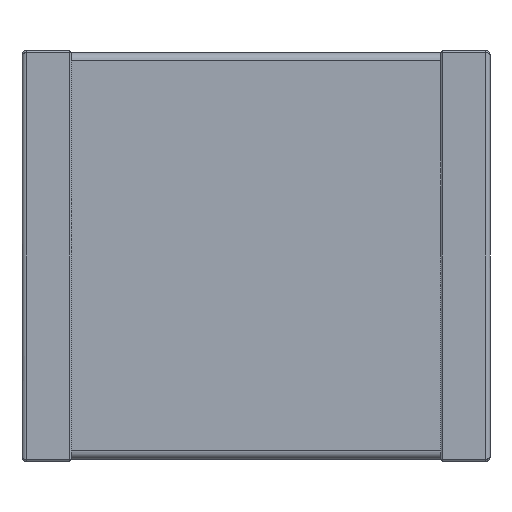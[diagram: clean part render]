
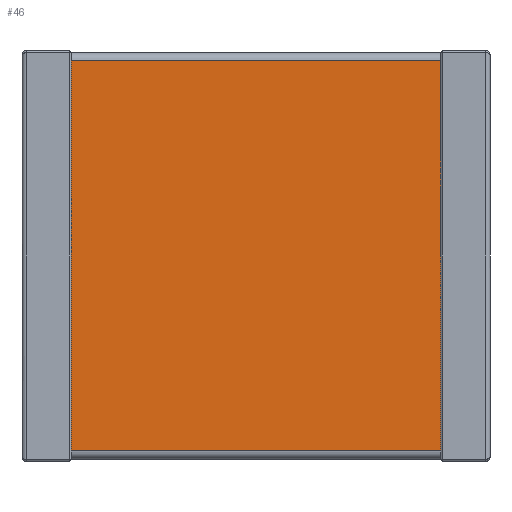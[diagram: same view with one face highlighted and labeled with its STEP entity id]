
A CAD part, front view. The second image highlights one B-rep face of the part: STEP entity #46.
In plain terms, the highlighted planar face has unit normal (0, -1, 0).
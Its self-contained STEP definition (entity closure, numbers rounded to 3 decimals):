
#46 = ADVANCED_FACE ( 'NONE', ( #1456 ), #1411, .F. ) ;
#82 = VECTOR ( 'NONE', #461, 1000. ) ;
#307 = DIRECTION ( 'NONE',  ( 0., 0., -1. ) ) ;
#413 = DIRECTION ( 'NONE',  ( 0., 1., 0. ) ) ;
#422 = CARTESIAN_POINT ( 'NONE',  ( -2.25, 0.025, -2.375 ) ) ;
#461 = DIRECTION ( 'NONE',  ( 0., 0., -1. ) ) ;
#519 = VECTOR ( 'NONE', #2592, 1000. ) ;
#532 = ORIENTED_EDGE ( 'NONE', *, *, #884, .T. ) ;
#675 = VECTOR ( 'NONE', #2444, 1000. ) ;
#819 = CARTESIAN_POINT ( 'NONE',  ( 2.25, 0.025, -2.475 ) ) ;
#829 = EDGE_LOOP ( 'NONE', ( #1955, #532, #2202, #2265 ) ) ;
#884 = EDGE_CURVE ( 'NONE', #1711, #1952, #1591, .T. ) ;
#887 = CARTESIAN_POINT ( 'NONE',  ( 2.25, 0.025, -2.475 ) ) ;
#954 = CARTESIAN_POINT ( 'NONE',  ( -2.25, 0.025, -2.475 ) ) ;
#1014 = DIRECTION ( 'NONE',  ( 0., 0., 1. ) ) ;
#1092 = CARTESIAN_POINT ( 'NONE',  ( 2.25, 0.025, -2.375 ) ) ;
#1175 = CARTESIAN_POINT ( 'NONE',  ( 2.25, 0.025, -2.375 ) ) ;
#1201 = AXIS2_PLACEMENT_3D ( 'NONE', #819, #413, #1014 ) ;
#1285 = LINE ( 'NONE', #954, #1552 ) ;
#1301 = VERTEX_POINT ( 'NONE', #1953 ) ;
#1310 = LINE ( 'NONE', #1669, #675 ) ;
#1411 = PLANE ( 'NONE',  #1201 ) ;
#1426 = VERTEX_POINT ( 'NONE', #2350 ) ;
#1456 = FACE_OUTER_BOUND ( 'NONE', #829, .T. ) ;
#1552 = VECTOR ( 'NONE', #307, 1000. ) ;
#1591 = LINE ( 'NONE', #1175, #519 ) ;
#1669 = CARTESIAN_POINT ( 'NONE',  ( 2.25, 0.025, 2.375 ) ) ;
#1711 = VERTEX_POINT ( 'NONE', #422 ) ;
#1779 = LINE ( 'NONE', #887, #82 ) ;
#1873 = EDGE_CURVE ( 'NONE', #1426, #1301, #1310, .T. ) ;
#1952 = VERTEX_POINT ( 'NONE', #1092 ) ;
#1953 = CARTESIAN_POINT ( 'NONE',  ( -2.25, 0.025, 2.375 ) ) ;
#1955 = ORIENTED_EDGE ( 'NONE', *, *, #2552, .T. ) ;
#2039 = EDGE_CURVE ( 'NONE', #1426, #1952, #1779, .T. ) ;
#2202 = ORIENTED_EDGE ( 'NONE', *, *, #2039, .F. ) ;
#2265 = ORIENTED_EDGE ( 'NONE', *, *, #1873, .T. ) ;
#2350 = CARTESIAN_POINT ( 'NONE',  ( 2.25, 0.025, 2.375 ) ) ;
#2444 = DIRECTION ( 'NONE',  ( -1., 0., 0. ) ) ;
#2552 = EDGE_CURVE ( 'NONE', #1301, #1711, #1285, .T. ) ;
#2592 = DIRECTION ( 'NONE',  ( 1., 0., 0. ) ) ;
